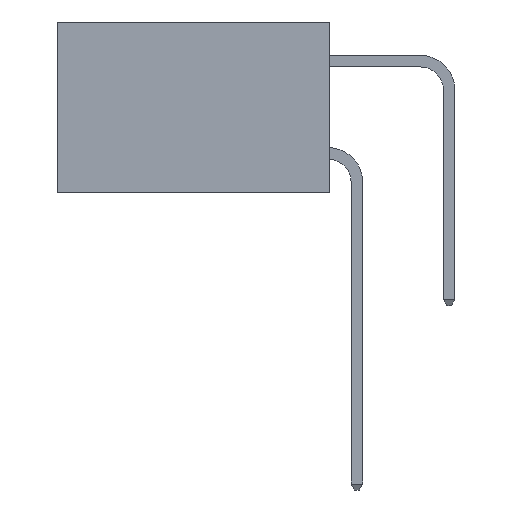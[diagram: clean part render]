
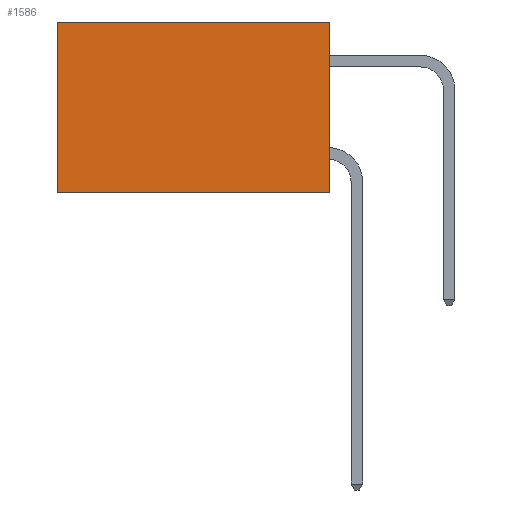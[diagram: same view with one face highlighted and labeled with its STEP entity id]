
A CAD part, left-side view. The second image highlights one B-rep face of the part: STEP entity #1586.
In plain terms, the highlighted planar face has unit normal (-1, 0, 0).
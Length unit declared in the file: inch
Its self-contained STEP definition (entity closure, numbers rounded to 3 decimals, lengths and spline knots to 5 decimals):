
#78 = FACE_OUTER_BOUND ( 'NONE', #8553, .T. ) ;
#140 = ORIENTED_EDGE ( 'NONE', *, *, #3258, .F. ) ;
#238 = CARTESIAN_POINT ( 'NONE',  ( 0.277, 0., 0. ) ) ;
#455 = VERTEX_POINT ( 'NONE', #13410 ) ;
#1586 = ADVANCED_FACE ( 'NONE', ( #78 ), #12975, .F. ) ;
#1884 = CARTESIAN_POINT ( 'NONE',  ( 0.277, 0., -0.37 ) ) ;
#2868 = LINE ( 'NONE', #8011, #14367 ) ;
#3258 = EDGE_CURVE ( 'NONE', #11922, #10875, #5201, .T. ) ;
#4137 = DIRECTION ( 'NONE',  ( 0., 0., -1. ) ) ;
#4520 = AXIS2_PLACEMENT_3D ( 'NONE', #11416, #12149, #11519 ) ;
#4810 = VECTOR ( 'NONE', #12842, 39.37008 ) ;
#5201 = LINE ( 'NONE', #13252, #4810 ) ;
#5965 = VECTOR ( 'NONE', #10505, 39.37008 ) ;
#6232 = EDGE_CURVE ( 'NONE', #10875, #9046, #2868, .T. ) ;
#7293 = VECTOR ( 'NONE', #4137, 39.37008 ) ;
#8011 = CARTESIAN_POINT ( 'NONE',  ( 0.277, 0., -0.37 ) ) ;
#8553 = EDGE_LOOP ( 'NONE', ( #13201, #10787, #140, #10513 ) ) ;
#8840 = LINE ( 'NONE', #238, #5965 ) ;
#9046 = VERTEX_POINT ( 'NONE', #10748 ) ;
#9938 = EDGE_CURVE ( 'NONE', #11922, #455, #8840, .T. ) ;
#10399 = CARTESIAN_POINT ( 'NONE',  ( 0.277, 0., 0. ) ) ;
#10505 = DIRECTION ( 'NONE',  ( 0., 1., 0. ) ) ;
#10513 = ORIENTED_EDGE ( 'NONE', *, *, #9938, .T. ) ;
#10748 = CARTESIAN_POINT ( 'NONE',  ( 0.277, 0.59, -0.37 ) ) ;
#10787 = ORIENTED_EDGE ( 'NONE', *, *, #6232, .F. ) ;
#10875 = VERTEX_POINT ( 'NONE', #1884 ) ;
#11294 = DIRECTION ( 'NONE',  ( 0., 1., 0. ) ) ;
#11416 = CARTESIAN_POINT ( 'NONE',  ( 0.277, 0., -0.37 ) ) ;
#11519 = DIRECTION ( 'NONE',  ( 0., 0., -1. ) ) ;
#11922 = VERTEX_POINT ( 'NONE', #10399 ) ;
#12149 = DIRECTION ( 'NONE',  ( 1., 0., 0. ) ) ;
#12842 = DIRECTION ( 'NONE',  ( 0., 0., -1. ) ) ;
#12975 = PLANE ( 'NONE',  #4520 ) ;
#13061 = CARTESIAN_POINT ( 'NONE',  ( 0.277, 0.59, -0.37 ) ) ;
#13201 = ORIENTED_EDGE ( 'NONE', *, *, #14267, .T. ) ;
#13252 = CARTESIAN_POINT ( 'NONE',  ( 0.277, 0., -0.37 ) ) ;
#13410 = CARTESIAN_POINT ( 'NONE',  ( 0.277, 0.59, 0. ) ) ;
#13449 = LINE ( 'NONE', #13061, #7293 ) ;
#14267 = EDGE_CURVE ( 'NONE', #455, #9046, #13449, .T. ) ;
#14367 = VECTOR ( 'NONE', #11294, 39.37008 ) ;
